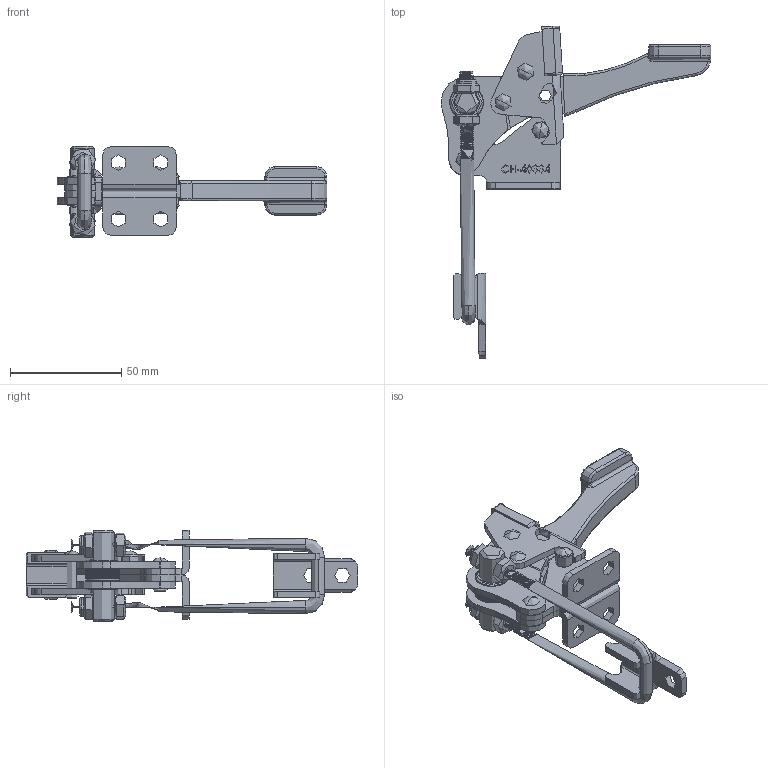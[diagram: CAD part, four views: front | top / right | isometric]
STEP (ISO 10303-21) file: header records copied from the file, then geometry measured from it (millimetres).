
FILE_DESCRIPTION (( 'STEP AP203' ), '1' );
FILE_NAME ('CH-40334-SS-T001.STEP', '2020-03-19T08:48:54', ( 'User' ), ( 'china' ), 'SwSTEP 2.0', 'SolidWorks 2018', '' );
FILE_SCHEMA (( 'CONFIG_CONTROL_DESIGN' ));
Length unit declared in the file: millimetre
Products named in the file (30): 40334-SS-T001-06路杶; CH-40334-05 ROTOR; 40334-SS-T001-05嘐隅釱; 40334-SS-T001諶坶; CH-40334-02 HOOK; CH-40334-01 BASE; 4.8-18諾穩; M6 NUT; CH-40334-06; M6 LOCK NUT; 4.8-12諾穩; CH-40334-SS-T001; 333 HANDLE
Assembly tree (21 placements, depth 2):
  40334-SS-T001-06路杶
  CH-40334-05 ROTOR
  40334-SS-T001諶坶
  4.8-18諾穩
  4.8-18諾穩
Bounding box: 121.5 x 149.41 x 41.3 mm (x, y, z)
Volume: 52375.3 mm3; surface area: 38405.5 mm2
Topology: 17 solids, 17 shells, 1465 faces, 3839 edges, 2417 vertices
Faces by surface type: plane 569, cylinder 544, bspline 233, cone 81, torus 36, sphere 2
Entity records: 62785 total; most frequent: CARTESIAN_POINT 28379, ORIENTED_EDGE 7160, DIRECTION 5874, EDGE_CURVE 3580, VERTEX_POINT 2256, AXIS2_PLACEMENT_3D 2056, LINE 1762, VECTOR 1762
